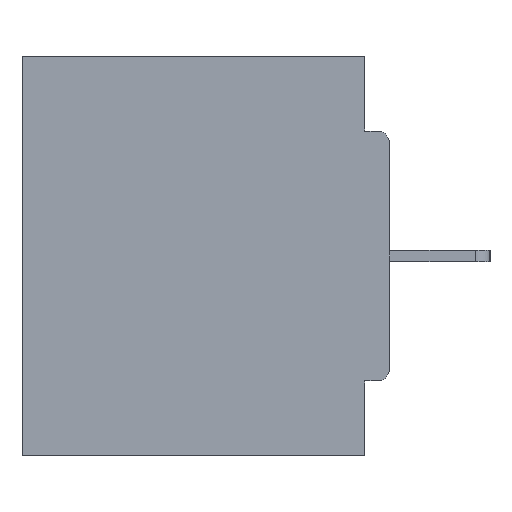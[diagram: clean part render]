
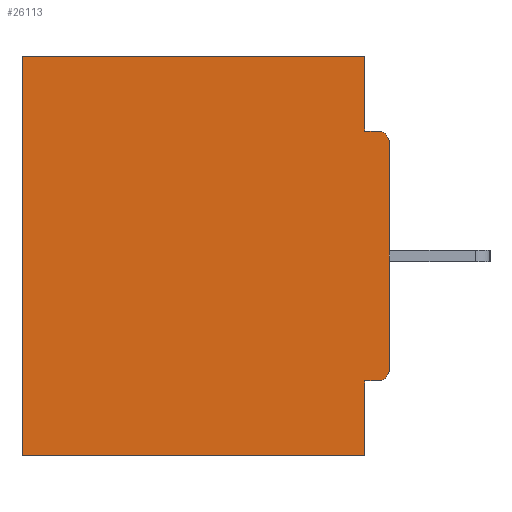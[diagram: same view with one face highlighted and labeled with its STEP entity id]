
A CAD part, left-side view. The second image highlights one B-rep face of the part: STEP entity #26113.
In plain terms, the highlighted planar face has unit normal (-1, 0, 0).
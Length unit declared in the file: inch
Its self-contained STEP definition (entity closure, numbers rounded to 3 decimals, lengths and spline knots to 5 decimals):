
#711 = CARTESIAN_POINT ( 'NONE',  ( 0.298, 0.031, 0. ) ) ;
#952 = VERTEX_POINT ( 'NONE', #18151 ) ;
#1292 = EDGE_CURVE ( 'NONE', #33520, #21997, #2774, .T. ) ;
#1331 = VERTEX_POINT ( 'NONE', #36719 ) ;
#1590 = DIRECTION ( 'NONE',  ( 0., -1., 0. ) ) ;
#1780 = CARTESIAN_POINT ( 'NONE',  ( 0.298, 0., -0.0935 ) ) ;
#1996 = LINE ( 'NONE', #5504, #30736 ) ;
#2267 = CARTESIAN_POINT ( 'NONE',  ( 0.298, 0.015, -0.0935 ) ) ;
#2437 = EDGE_CURVE ( 'NONE', #13169, #36931, #35576, .T. ) ;
#2774 = LINE ( 'NONE', #14727, #32331 ) ;
#2780 = LINE ( 'NONE', #17683, #24914 ) ;
#3480 = CARTESIAN_POINT ( 'NONE',  ( 0.298, 0.031, -0.5 ) ) ;
#3691 = CARTESIAN_POINT ( 'NONE',  ( 0.298, 0., -0.5 ) ) ;
#4349 = LINE ( 'NONE', #28112, #23426 ) ;
#5285 = LINE ( 'NONE', #1780, #29587 ) ;
#5504 = CARTESIAN_POINT ( 'NONE',  ( 0.298, 0.031, -0.5 ) ) ;
#6809 = CIRCLE ( 'NONE', #8063, 0.015 ) ;
#7998 = EDGE_LOOP ( 'NONE', ( #35474, #12807, #35215, #10898, #16641, #28066, #21217, #21585, #37922, #21377 ) ) ;
#8063 = AXIS2_PLACEMENT_3D ( 'NONE', #26069, #29007, #26265 ) ;
#9451 = EDGE_CURVE ( 'NONE', #952, #13169, #4349, .T. ) ;
#9759 = CARTESIAN_POINT ( 'NONE',  ( 0.298, 0.031, -0.4065 ) ) ;
#10210 = CARTESIAN_POINT ( 'NONE',  ( 0.298, 0.015, -0.3915 ) ) ;
#10898 = ORIENTED_EDGE ( 'NONE', *, *, #20488, .T. ) ;
#10977 = DIRECTION ( 'NONE',  ( 0., 0., -1. ) ) ;
#11058 = VECTOR ( 'NONE', #16007, 39.37008 ) ;
#11308 = CIRCLE ( 'NONE', #13839, 0.015 ) ;
#11780 = CARTESIAN_POINT ( 'NONE',  ( 0.298, 0.031, -0.5 ) ) ;
#12147 = VECTOR ( 'NONE', #15664, 39.37008 ) ;
#12292 = EDGE_CURVE ( 'NONE', #1331, #36522, #33901, .T. ) ;
#12807 = ORIENTED_EDGE ( 'NONE', *, *, #15492, .F. ) ;
#13169 = VERTEX_POINT ( 'NONE', #9759 ) ;
#13839 = AXIS2_PLACEMENT_3D ( 'NONE', #10210, #16115, #28104 ) ;
#14727 = CARTESIAN_POINT ( 'NONE',  ( 0.298, 0.46, 0. ) ) ;
#15492 = EDGE_CURVE ( 'NONE', #30939, #17632, #5285, .T. ) ;
#15664 = DIRECTION ( 'NONE',  ( 0., 1., 0. ) ) ;
#15961 = CARTESIAN_POINT ( 'NONE',  ( 0.298, 0.46, 0. ) ) ;
#16007 = DIRECTION ( 'NONE',  ( 0., 0., -1. ) ) ;
#16115 = DIRECTION ( 'NONE',  ( -1., 0., 0. ) ) ;
#16641 = ORIENTED_EDGE ( 'NONE', *, *, #1292, .T. ) ;
#17632 = VERTEX_POINT ( 'NONE', #2267 ) ;
#17646 = DIRECTION ( 'NONE',  ( 0., 0., -1. ) ) ;
#17683 = CARTESIAN_POINT ( 'NONE',  ( 0.298, 0., 0. ) ) ;
#18151 = CARTESIAN_POINT ( 'NONE',  ( 0.298, 0.015, -0.4065 ) ) ;
#19028 = AXIS2_PLACEMENT_3D ( 'NONE', #35721, #32210, #17646 ) ;
#19651 = DIRECTION ( 'NONE',  ( 0., 1., 0. ) ) ;
#20488 = EDGE_CURVE ( 'NONE', #34580, #33520, #2780, .T. ) ;
#21217 = ORIENTED_EDGE ( 'NONE', *, *, #2437, .F. ) ;
#21252 = CARTESIAN_POINT ( 'NONE',  ( 0.298, 0.031, -0.0935 ) ) ;
#21377 = ORIENTED_EDGE ( 'NONE', *, *, #12292, .F. ) ;
#21585 = ORIENTED_EDGE ( 'NONE', *, *, #9451, .F. ) ;
#21997 = VERTEX_POINT ( 'NONE', #26106 ) ;
#23426 = VECTOR ( 'NONE', #19651, 39.37008 ) ;
#23997 = CARTESIAN_POINT ( 'NONE',  ( 0.298, 0., -0.3915 ) ) ;
#24914 = VECTOR ( 'NONE', #29679, 39.37008 ) ;
#26069 = CARTESIAN_POINT ( 'NONE',  ( 0.298, 0.015, -0.1085 ) ) ;
#26106 = CARTESIAN_POINT ( 'NONE',  ( 0.298, 0.46, -0.5 ) ) ;
#26113 = ADVANCED_FACE ( 'NONE', ( #38308 ), #38680, .F. ) ;
#26265 = DIRECTION ( 'NONE',  ( 0., 0., -1. ) ) ;
#26340 = DIRECTION ( 'NONE',  ( 0., 0., -1. ) ) ;
#26341 = EDGE_CURVE ( 'NONE', #36931, #21997, #33559, .T. ) ;
#27413 = CARTESIAN_POINT ( 'NONE',  ( 0.298, 0., 0. ) ) ;
#28066 = ORIENTED_EDGE ( 'NONE', *, *, #26341, .F. ) ;
#28104 = DIRECTION ( 'NONE',  ( 0., 0., -1. ) ) ;
#28112 = CARTESIAN_POINT ( 'NONE',  ( 0.298, 0., -0.4065 ) ) ;
#29007 = DIRECTION ( 'NONE',  ( -1., 0., 0. ) ) ;
#29587 = VECTOR ( 'NONE', #1590, 39.37008 ) ;
#29679 = DIRECTION ( 'NONE',  ( 0., 1., 0. ) ) ;
#30736 = VECTOR ( 'NONE', #10977, 39.37008 ) ;
#30939 = VERTEX_POINT ( 'NONE', #21252 ) ;
#32210 = DIRECTION ( 'NONE',  ( 1., 0., 0. ) ) ;
#32331 = VECTOR ( 'NONE', #26340, 39.37008 ) ;
#32841 = DIRECTION ( 'NONE',  ( 0., 0., -1. ) ) ;
#33249 = EDGE_CURVE ( 'NONE', #1331, #17632, #6809, .T. ) ;
#33465 = VECTOR ( 'NONE', #32841, 39.37008 ) ;
#33520 = VERTEX_POINT ( 'NONE', #15961 ) ;
#33559 = LINE ( 'NONE', #3691, #12147 ) ;
#33901 = LINE ( 'NONE', #27413, #11058 ) ;
#34580 = VERTEX_POINT ( 'NONE', #711 ) ;
#35037 = EDGE_CURVE ( 'NONE', #952, #36522, #11308, .T. ) ;
#35215 = ORIENTED_EDGE ( 'NONE', *, *, #38787, .F. ) ;
#35474 = ORIENTED_EDGE ( 'NONE', *, *, #33249, .T. ) ;
#35576 = LINE ( 'NONE', #11780, #33465 ) ;
#35721 = CARTESIAN_POINT ( 'NONE',  ( 0.298, 0., 0. ) ) ;
#36522 = VERTEX_POINT ( 'NONE', #23997 ) ;
#36719 = CARTESIAN_POINT ( 'NONE',  ( 0.298, 0., -0.1085 ) ) ;
#36931 = VERTEX_POINT ( 'NONE', #3480 ) ;
#37922 = ORIENTED_EDGE ( 'NONE', *, *, #35037, .T. ) ;
#38308 = FACE_OUTER_BOUND ( 'NONE', #7998, .T. ) ;
#38680 = PLANE ( 'NONE',  #19028 ) ;
#38787 = EDGE_CURVE ( 'NONE', #34580, #30939, #1996, .T. ) ;
